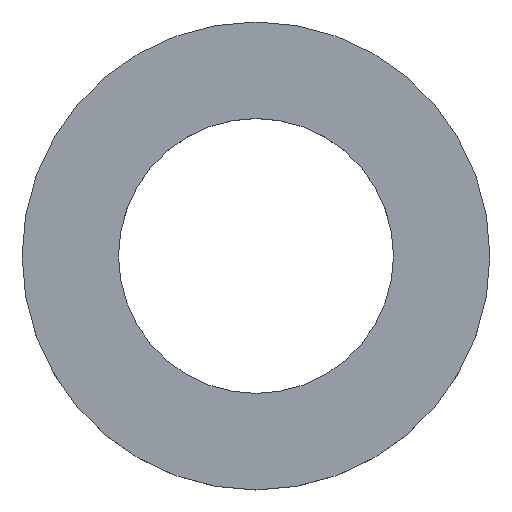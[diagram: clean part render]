
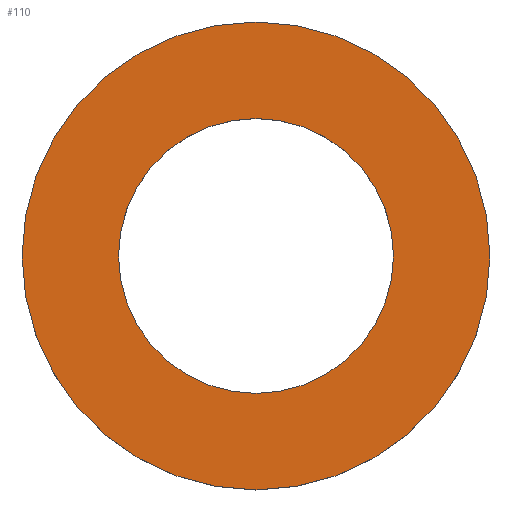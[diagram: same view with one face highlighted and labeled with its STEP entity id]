
A CAD part, top view. The second image highlights one B-rep face of the part: STEP entity #110.
In plain terms, the highlighted planar face has unit normal (0, 0, 1).
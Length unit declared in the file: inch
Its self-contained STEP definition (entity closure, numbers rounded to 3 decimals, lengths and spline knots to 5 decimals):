
#3 = EDGE_LOOP ( 'NONE', ( #214, #179 ) ) ;
#19 = AXIS2_PLACEMENT_3D ( 'NONE', #72, #225, #71 ) ;
#22 = VERTEX_POINT ( 'NONE', #139 ) ;
#24 = PLANE ( 'NONE',  #68 ) ;
#26 = AXIS2_PLACEMENT_3D ( 'NONE', #208, #182, #203 ) ;
#29 = ORIENTED_EDGE ( 'NONE', *, *, #148, .F. ) ;
#30 = CARTESIAN_POINT ( 'NONE',  ( 0.2655, 0., 0.067 ) ) ;
#45 = DIRECTION ( 'NONE',  ( 0., 0., 1. ) ) ;
#49 = CARTESIAN_POINT ( 'NONE',  ( -0.2655, 0., 0.067 ) ) ;
#55 = FACE_OUTER_BOUND ( 'NONE', #3, .T. ) ;
#63 = AXIS2_PLACEMENT_3D ( 'NONE', #92, #236, #221 ) ;
#65 = CIRCLE ( 'NONE', #191, 0.2655 ) ;
#68 = AXIS2_PLACEMENT_3D ( 'NONE', #180, #45, #144 ) ;
#71 = DIRECTION ( 'NONE',  ( 1., 0., 0. ) ) ;
#72 = CARTESIAN_POINT ( 'NONE',  ( 0., 0., 0.067 ) ) ;
#74 = CIRCLE ( 'NONE', #26, 0.156 ) ;
#86 = VERTEX_POINT ( 'NONE', #161 ) ;
#92 = CARTESIAN_POINT ( 'NONE',  ( 0., 0., 0.067 ) ) ;
#104 = VERTEX_POINT ( 'NONE', #49 ) ;
#110 = ADVANCED_FACE ( 'NONE', ( #55, #192 ), #24, .T. ) ;
#114 = CARTESIAN_POINT ( 'NONE',  ( 0., 0., 0.067 ) ) ;
#130 = DIRECTION ( 'NONE',  ( 0., 0., 1. ) ) ;
#139 = CARTESIAN_POINT ( 'NONE',  ( -0.156, 0., 0.067 ) ) ;
#142 = ORIENTED_EDGE ( 'NONE', *, *, #151, .F. ) ;
#144 = DIRECTION ( 'NONE',  ( 1., 0., 0. ) ) ;
#148 = EDGE_CURVE ( 'NONE', #86, #22, #74, .T. ) ;
#151 = EDGE_CURVE ( 'NONE', #22, #86, #248, .T. ) ;
#160 = CIRCLE ( 'NONE', #19, 0.2655 ) ;
#161 = CARTESIAN_POINT ( 'NONE',  ( 0.156, 0., 0.067 ) ) ;
#179 = ORIENTED_EDGE ( 'NONE', *, *, #245, .T. ) ;
#180 = CARTESIAN_POINT ( 'NONE',  ( 0., 0., 0.067 ) ) ;
#182 = DIRECTION ( 'NONE',  ( 0., 0., 1. ) ) ;
#190 = EDGE_LOOP ( 'NONE', ( #142, #29 ) ) ;
#191 = AXIS2_PLACEMENT_3D ( 'NONE', #114, #130, #224 ) ;
#192 = FACE_BOUND ( 'NONE', #190, .T. ) ;
#203 = DIRECTION ( 'NONE',  ( 1., 0., 0. ) ) ;
#208 = CARTESIAN_POINT ( 'NONE',  ( 0., 0., 0.067 ) ) ;
#214 = ORIENTED_EDGE ( 'NONE', *, *, #249, .T. ) ;
#221 = DIRECTION ( 'NONE',  ( 1., 0., 0. ) ) ;
#224 = DIRECTION ( 'NONE',  ( 1., 0., 0. ) ) ;
#225 = DIRECTION ( 'NONE',  ( 0., 0., 1. ) ) ;
#231 = VERTEX_POINT ( 'NONE', #30 ) ;
#236 = DIRECTION ( 'NONE',  ( 0., 0., 1. ) ) ;
#245 = EDGE_CURVE ( 'NONE', #231, #104, #65, .T. ) ;
#248 = CIRCLE ( 'NONE', #63, 0.156 ) ;
#249 = EDGE_CURVE ( 'NONE', #104, #231, #160, .T. ) ;
